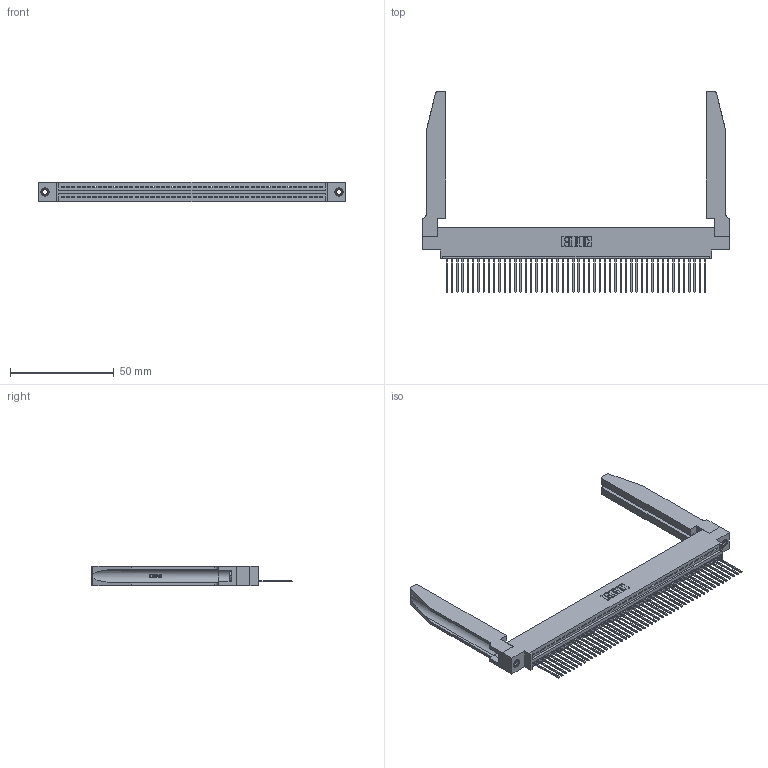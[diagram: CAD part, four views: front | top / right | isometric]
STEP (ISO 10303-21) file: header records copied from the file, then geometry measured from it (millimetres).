
FILE_DESCRIPTION (( 'STEP AP203' ), '1' );
FILE_NAME ('345-050-542-678.STEP', '2019-10-09T13:02:33', ( '' ), ( '' ), 'SwSTEP 2.0', 'SolidWorks 2016', '' );
FILE_SCHEMA (( 'CONFIG_CONTROL_DESIGN' ));
Length unit declared in the file: inch
Products named in the file (5): 345-220-078_345-220-078; 345-250-001_345-250-001-102; 345 Part_0.170 Offset - 0.156 Dia-TH; 345-050-542-678; 345-292-001_345-293-142
Assembly tree (55 placements, depth 2):
  345-050-542-678
    345 Part_0.170 Offset - 0.156 Dia-TH
    345-292-001_345-293-142  x50
    345-250-001_345-250-001-102  x2
    345-220-078_345-220-078  x2
Bounding box: 148.23 x 96.57 x 9.4 mm (x, y, z)
Volume: 21913.3 mm3; surface area: 26579 mm2
Topology: 55 solids, 55 shells, 3264 faces, 9761 edges, 6430 vertices
Faces by surface type: plane 2226, cylinder 986, bspline 36, cone 12, torus 4
Entity records: 41444 total; most frequent: CARTESIAN_POINT 8077, ORIENTED_EDGE 6958, DIRECTION 6049, EDGE_CURVE 3479, VECTOR 3053, LINE 3053, VERTEX_POINT 2312, AXIS2_PLACEMENT_3D 1498
